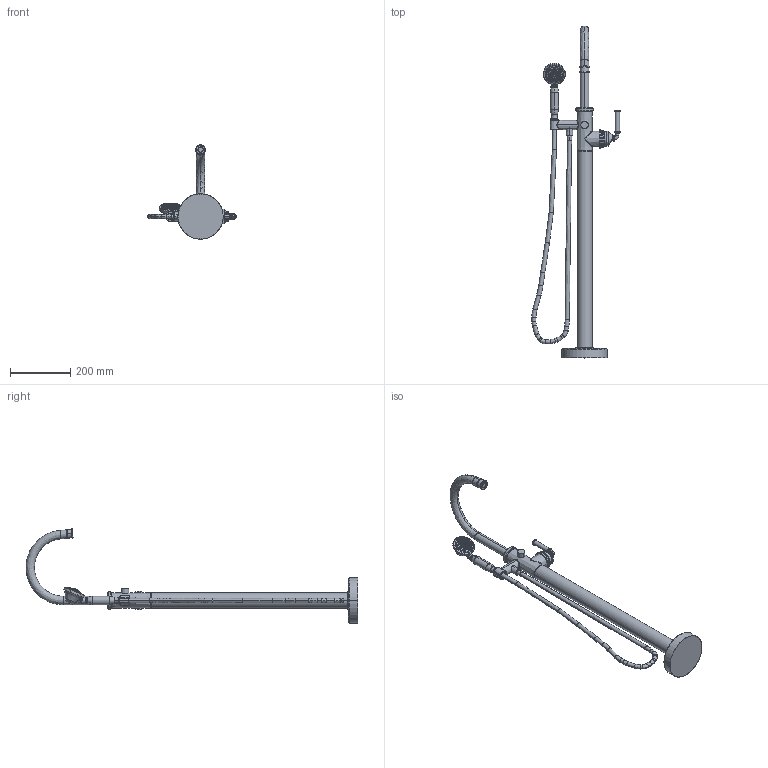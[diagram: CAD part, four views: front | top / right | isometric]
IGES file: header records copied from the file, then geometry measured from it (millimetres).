
Start section:  PTC IGES file: 2940-4261_.igs
Global section: file name: 2940-4261_.igs; native system: Creo Parametric by PTC Inc.; preprocessor: 2023134; author: nehatek; organization: Unknown; date: 20240613.191728; units: inch
Bounding box: 293.36 x 1099.88 x 312.32 mm (x, y, z)
Surface area: 341389 mm2 (no closed solid volume)
Topology: 0 solids, 0 shells, 762 faces, 3710 edges, 3704 vertices
Faces by surface type: revolution 516, bspline 246
